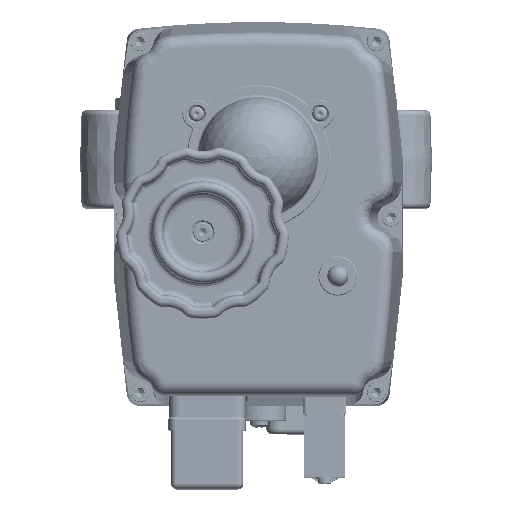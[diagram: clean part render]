
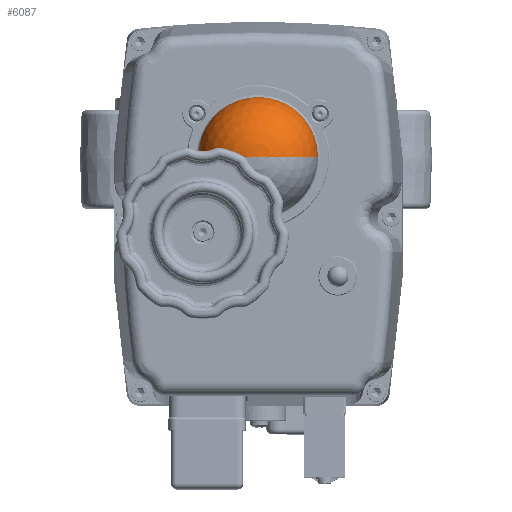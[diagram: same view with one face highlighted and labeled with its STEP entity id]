
A CAD part, top view. The second image highlights one B-rep face of the part: STEP entity #6087.
In plain terms, the highlighted spherical face has radius 22.5 mm.
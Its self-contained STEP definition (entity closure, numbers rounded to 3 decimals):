
#6087 = ADVANCED_FACE ( 'NONE', ( #70839 ), #194645, .T. ) ;
#14385 = DIRECTION ( 'NONE',  ( 0., 1., 0. ) ) ;
#21355 = AXIS2_PLACEMENT_3D ( 'NONE', #178161, #89618, #14385 ) ;
#25823 = EDGE_CURVE ( 'NONE', #38280, #218941, #107903, .T. ) ;
#33690 = CARTESIAN_POINT ( 'NONE',  ( 5.736, 44.873, 46.232 ) ) ;
#36247 = DIRECTION ( 'NONE',  ( 0., 0., -1. ) ) ;
#38280 = VERTEX_POINT ( 'NONE', #33690 ) ;
#57836 = ORIENTED_EDGE ( 'NONE', *, *, #110354, .F. ) ;
#61918 = DIRECTION ( 'NONE',  ( 1., 0., 0. ) ) ;
#70839 = FACE_OUTER_BOUND ( 'NONE', #179816, .T. ) ;
#76415 = ORIENTED_EDGE ( 'NONE', *, *, #25823, .T. ) ;
#84601 = AXIS2_PLACEMENT_3D ( 'NONE', #86899, #36247, #158794 ) ;
#86899 = CARTESIAN_POINT ( 'NONE',  ( 5.736, 22.387, 46.232 ) ) ;
#89618 = DIRECTION ( 'NONE',  ( 0., 0., -1. ) ) ;
#107903 = CIRCLE ( 'NONE', #111619, 22.5 ) ;
#110354 = EDGE_CURVE ( 'NONE', #38280, #218941, #133521, .T. ) ;
#111619 = AXIS2_PLACEMENT_3D ( 'NONE', #190332, #61918, #209153 ) ;
#130904 = CARTESIAN_POINT ( 'NONE',  ( 5.736, -0.1, 46.232 ) ) ;
#133521 = CIRCLE ( 'NONE', #84601, 22.487 ) ;
#158794 = DIRECTION ( 'NONE',  ( 0., -1., 0. ) ) ;
#178161 = CARTESIAN_POINT ( 'NONE',  ( 5.736, 22.387, 45.46 ) ) ;
#179816 = EDGE_LOOP ( 'NONE', ( #76415, #57836 ) ) ;
#190332 = CARTESIAN_POINT ( 'NONE',  ( 5.736, 22.387, 45.46 ) ) ;
#194645 = SPHERICAL_SURFACE ( 'NONE', #21355, 22.5 ) ;
#209153 = DIRECTION ( 'NONE',  ( 0., 0., 1. ) ) ;
#218941 = VERTEX_POINT ( 'NONE', #130904 ) ;
